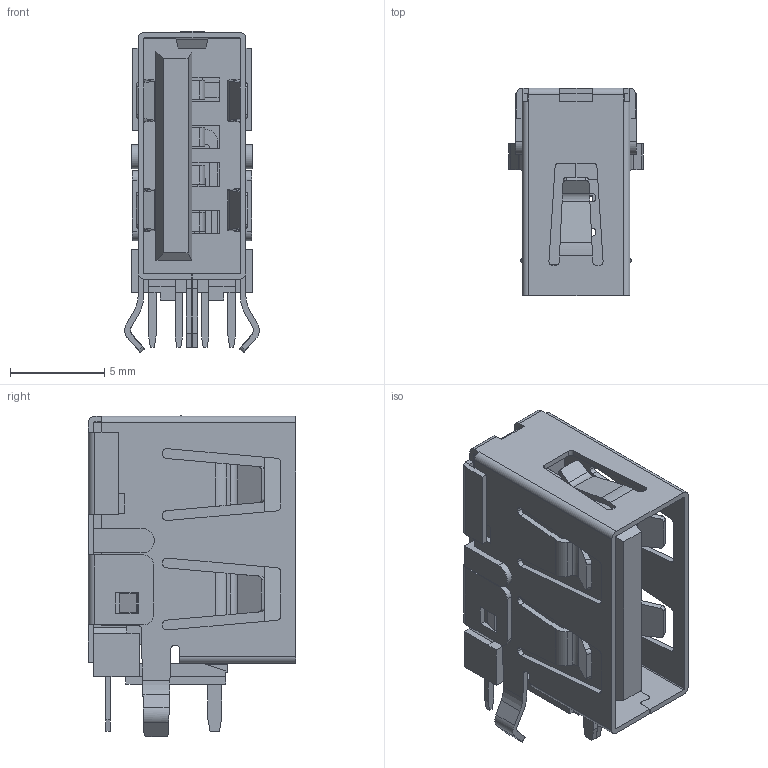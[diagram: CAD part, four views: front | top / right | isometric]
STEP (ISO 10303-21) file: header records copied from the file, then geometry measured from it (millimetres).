
FILE_DESCRIPTION(/* description */ ('Unknown'),/* implementation_level */ '2;1');
FILE_NAME(/* name */ '614004184726',/* time_stamp */ '2017-06-06T14:59:59+02:00',/* author */ ('Unknown'),/* organization */ ('Unknown'),/* preprocessor_version */ 'ST-DEVELOPER v16.7',/* originating_system */ 'DEX',/* authorisation */ $);
FILE_SCHEMA (('AUTOMOTIVE_DESIGN {1 0 10303 214 3 1 1}'));
Length unit declared in the file: millimetre
Products named in the file (7): 614004184726; 614004184726_Pin1; 614004184726_Pin2; 614004184726_Pin3; 614004184726_Pin4; 614004184726_Shielding
Assembly tree (6 placements, depth 2):
  614004184726
    614004184726_Pin1
    614004184726
    614004184726_Pin2
    614004184726_Pin3
    614004184726_Pin4
    614004184726_Shielding
Bounding box: 7.12 x 11 x 17.04 mm (x, y, z)
Volume: 349.2 mm3; surface area: 1792.5 mm2
Topology: 6 solids, 6 shells, 713 faces, 2064 edges, 1354 vertices
Faces by surface type: plane 543, cylinder 170
Entity records: 24961 total; most frequent: CARTESIAN_POINT 4138, ORIENTED_EDGE 4128, DIRECTION 3844, EDGE_CURVE 2064, LINE 1724, VECTOR 1724, VERTEX_POINT 1354, AXIS2_PLACEMENT_3D 1060
